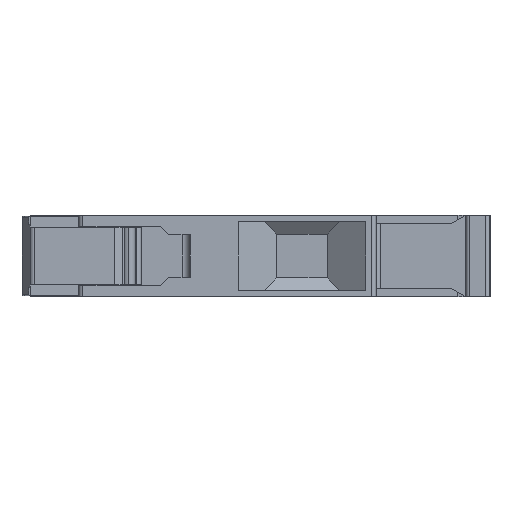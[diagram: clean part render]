
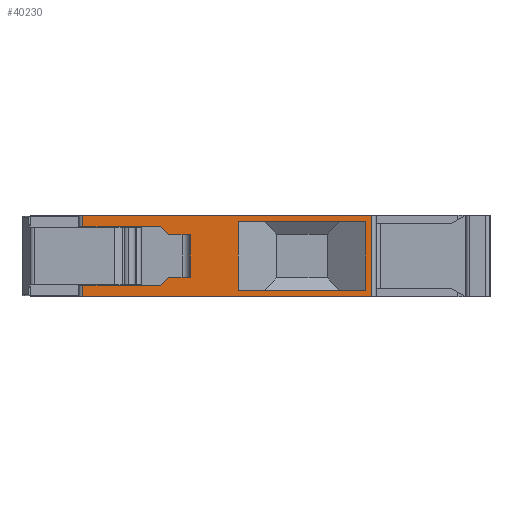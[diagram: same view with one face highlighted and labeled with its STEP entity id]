
A CAD part, left-side view. The second image highlights one B-rep face of the part: STEP entity #40230.
In plain terms, the highlighted planar face has unit normal (-1, 0, 0).
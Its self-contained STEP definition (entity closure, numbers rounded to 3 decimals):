
#10350=CARTESIAN_POINT('',(-19.85,38.3,-7.55));
#10360=VERTEX_POINT('',#10350);
#11020=CARTESIAN_POINT('',(-19.85,28.8,-7.55));
#11030=VERTEX_POINT('',#11020);
#11060=CARTESIAN_POINT('',(-19.85,0.,-7.55));
#11070=DIRECTION('',(0.,1.,0.));
#11080=VECTOR('',#11070,1.);
#11090=LINE('',#11060,#11080);
#11100=EDGE_CURVE('',#11030,#10360,#11090,.T.);
#17850=CARTESIAN_POINT('',(-19.85,27.8,-1.35));
#17860=VERTEX_POINT('',#17850);
#17940=CARTESIAN_POINT('',(-19.85,28.8,-0.35));
#17950=VERTEX_POINT('',#17940);
#17980=CARTESIAN_POINT('',(-19.85,28.8,-0.35));
#17990=DIRECTION('',(0.,-0.707,-0.707));
#18000=VECTOR('',#17990,1.);
#18010=LINE('',#17980,#18000);
#18020=EDGE_CURVE('',#17950,#17860,#18010,.T.);
#22250=CARTESIAN_POINT('',(-19.85,2.8,-8.95));
#22260=VERTEX_POINT('',#22250);
#22310=CARTESIAN_POINT('',(-19.85,2.8,0.));
#22320=DIRECTION('',(0.,0.,1.));
#22330=VECTOR('',#22320,1.);
#22340=LINE('',#22310,#22330);
#22350=CARTESIAN_POINT('',(-19.85,2.8,1.05));
#22360=VERTEX_POINT('',#22350);
#22370=EDGE_CURVE('',#22260,#22360,#22340,.T.);
#24420=CARTESIAN_POINT('',(-19.85,38.3,1.05));
#24430=VERTEX_POINT('',#24420);
#24480=CARTESIAN_POINT('',(-19.85,38.3,0.));
#24490=DIRECTION('',(0.,0.,-1.));
#24500=VECTOR('',#24490,1.);
#24510=LINE('',#24480,#24500);
#24520=CARTESIAN_POINT('',(-19.85,38.3,-0.35));
#24530=VERTEX_POINT('',#24520);
#24540=EDGE_CURVE('',#24430,#24530,#24510,.T.);
#31180=CARTESIAN_POINT('',(-19.85,0.,1.05));
#31190=DIRECTION('',(0.,1.,0.));
#31200=VECTOR('',#31190,1.);
#31210=LINE('',#31180,#31200);
#31220=EDGE_CURVE('',#22360,#24430,#31210,.T.);
#39270=CARTESIAN_POINT('',(-19.85,28.963,-0.18));
#39280=DIRECTION('',(-1.,0.,0.));
#39290=DIRECTION('',(0.,-1.,0.));
#39300=AXIS2_PLACEMENT_3D('',#39270,#39280,#39290);
#39310=PLANE('',#39300);
#39320=CARTESIAN_POINT('',(-19.85,0.,0.25));
#39330=DIRECTION('',(0.,1.,0.));
#39340=VECTOR('',#39330,1.);
#39350=LINE('',#39320,#39340);
#39360=CARTESIAN_POINT('',(-19.85,3.564,0.25));
#39370=VERTEX_POINT('',#39360);
#39380=CARTESIAN_POINT('',(-19.85,19.236,0.25));
#39390=VERTEX_POINT('',#39380);
#39400=EDGE_CURVE('',#39370,#39390,#39350,.T.);
#39410=ORIENTED_EDGE('',*,*,#39400,.F.);
#39420=CARTESIAN_POINT('',(-19.85,19.236,0.));
#39430=DIRECTION('',(0.,0.,1.));
#39440=VECTOR('',#39430,1.);
#39450=LINE('',#39420,#39440);
#39460=CARTESIAN_POINT('',(-19.85,19.236,-8.15));
#39470=VERTEX_POINT('',#39460);
#39480=EDGE_CURVE('',#39470,#39390,#39450,.T.);
#39490=ORIENTED_EDGE('',*,*,#39480,.T.);
#39500=CARTESIAN_POINT('',(-19.85,0.,-8.15));
#39510=DIRECTION('',(0.,-1.,0.));
#39520=VECTOR('',#39510,1.);
#39530=LINE('',#39500,#39520);
#39540=CARTESIAN_POINT('',(-19.85,3.564,-8.15));
#39550=VERTEX_POINT('',#39540);
#39560=EDGE_CURVE('',#39470,#39550,#39530,.T.);
#39570=ORIENTED_EDGE('',*,*,#39560,.F.);
#39580=CARTESIAN_POINT('',(-19.85,3.564,0.));
#39590=DIRECTION('',(0.,0.,-1.));
#39600=VECTOR('',#39590,1.);
#39610=LINE('',#39580,#39600);
#39620=EDGE_CURVE('',#39370,#39550,#39610,.T.);
#39630=ORIENTED_EDGE('',*,*,#39620,.T.);
#39640=EDGE_LOOP('',(#39630,#39570,#39490,#39410));
#39650=FACE_BOUND('',#39640,.T.);
#39660=CARTESIAN_POINT('',(-19.85,0.,-0.35));
#39670=DIRECTION('',(0.,1.,0.));
#39680=VECTOR('',#39670,1.);
#39690=LINE('',#39660,#39680);
#39700=EDGE_CURVE('',#17950,#24530,#39690,.T.);
#39710=ORIENTED_EDGE('',*,*,#39700,.F.);
#39720=ORIENTED_EDGE('',*,*,#24540,.T.);
#39730=ORIENTED_EDGE('',*,*,#31220,.T.);
#39740=ORIENTED_EDGE('',*,*,#22370,.T.);
#39750=CARTESIAN_POINT('',(-19.85,0.,-8.95));
#39760=DIRECTION('',(0.,-1.,0.));
#39770=VECTOR('',#39760,1.);
#39780=LINE('',#39750,#39770);
#39790=CARTESIAN_POINT('',(-19.85,38.3,-8.95));
#39800=VERTEX_POINT('',#39790);
#39810=EDGE_CURVE('',#39800,#22260,#39780,.T.);
#39820=ORIENTED_EDGE('',*,*,#39810,.T.);
#39830=CARTESIAN_POINT('',(-19.85,38.3,0.));
#39840=DIRECTION('',(0.,0.,-1.));
#39850=VECTOR('',#39840,1.);
#39860=LINE('',#39830,#39850);
#39870=EDGE_CURVE('',#10360,#39800,#39860,.T.);
#39880=ORIENTED_EDGE('',*,*,#39870,.T.);
#39890=ORIENTED_EDGE('',*,*,#11100,.T.);
#39900=CARTESIAN_POINT('',(-19.85,27.8,-6.55));
#39910=DIRECTION('',(0.,-0.707,0.707));
#39920=VECTOR('',#39910,1.);
#39930=LINE('',#39900,#39920);
#39940=CARTESIAN_POINT('',(-19.85,27.8,-6.55));
#39950=VERTEX_POINT('',#39940);
#39960=EDGE_CURVE('',#11030,#39950,#39930,.T.);
#39970=ORIENTED_EDGE('',*,*,#39960,.F.);
#39980=CARTESIAN_POINT('',(-19.85,26.8,-6.55));
#39990=DIRECTION('',(0.,-1.,0.));
#40000=VECTOR('',#39990,1.);
#40010=LINE('',#39980,#40000);
#40020=CARTESIAN_POINT('',(-19.85,25.1,-6.55));
#40030=VERTEX_POINT('',#40020);
#40040=EDGE_CURVE('',#39950,#40030,#40010,.T.);
#40050=ORIENTED_EDGE('',*,*,#40040,.F.);
#40060=CARTESIAN_POINT('',(-19.85,25.1,0.));
#40070=DIRECTION('',(0.,0.,-1.));
#40080=VECTOR('',#40070,1.);
#40090=LINE('',#40060,#40080);
#40100=CARTESIAN_POINT('',(-19.85,25.1,-1.35));
#40110=VERTEX_POINT('',#40100);
#40120=EDGE_CURVE('',#40110,#40030,#40090,.T.);
#40130=ORIENTED_EDGE('',*,*,#40120,.T.);
#40140=CARTESIAN_POINT('',(-19.85,27.8,-1.35));
#40150=DIRECTION('',(0.,-1.,0.));
#40160=VECTOR('',#40150,1.);
#40170=LINE('',#40140,#40160);
#40180=EDGE_CURVE('',#17860,#40110,#40170,.T.);
#40190=ORIENTED_EDGE('',*,*,#40180,.T.);
#40200=ORIENTED_EDGE('',*,*,#18020,.T.);
#40210=EDGE_LOOP('',(#40200,#40190,#40130,#40050,#39970,#39890,#39880,
#39820,#39740,#39730,#39720,#39710));
#40220=FACE_OUTER_BOUND('',#40210,.T.);
#40230=ADVANCED_FACE('',(#39650,#40220),#39310,.T.);
